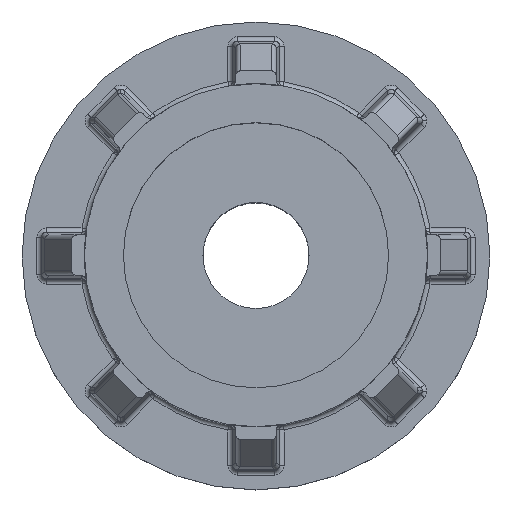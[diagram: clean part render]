
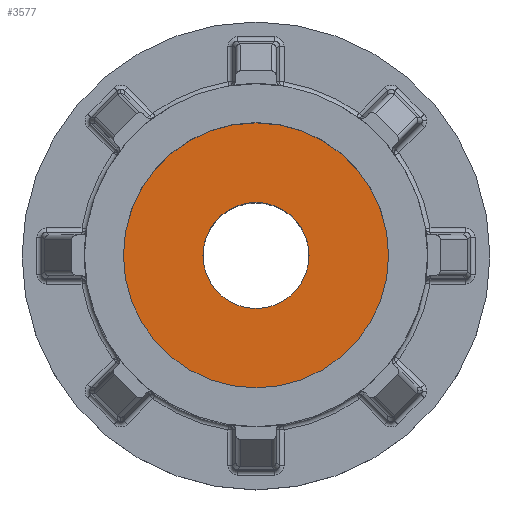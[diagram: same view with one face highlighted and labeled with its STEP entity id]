
A CAD part, top view. The second image highlights one B-rep face of the part: STEP entity #3577.
In plain terms, the highlighted planar face has unit normal (0, 0, 1).
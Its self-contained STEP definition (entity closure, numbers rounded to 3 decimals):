
#226 = DIRECTION ( 'NONE',  ( 0., 0., -1. ) ) ;
#656 = VERTEX_POINT ( 'NONE', #3871 ) ;
#667 = DIRECTION ( 'NONE',  ( 1., 0., 0. ) ) ;
#881 = EDGE_CURVE ( 'NONE', #656, #4594, #7767, .T. ) ;
#1499 = AXIS2_PLACEMENT_3D ( 'NONE', #7450, #3213, #8124 ) ;
#1695 = FACE_OUTER_BOUND ( 'NONE', #3844, .T. ) ;
#1715 = EDGE_CURVE ( 'NONE', #4594, #656, #7496, .T. ) ;
#1940 = EDGE_LOOP ( 'NONE', ( #5018, #5321 ) ) ;
#2082 = DIRECTION ( 'NONE',  ( 0., 0., -1. ) ) ;
#2800 = AXIS2_PLACEMENT_3D ( 'NONE', #4527, #5279, #667 ) ;
#3031 = EDGE_CURVE ( 'NONE', #7781, #6639, #6384, .T. ) ;
#3213 = DIRECTION ( 'NONE',  ( 0., 0., 1. ) ) ;
#3577 = ADVANCED_FACE ( 'NONE', ( #1695, #3942 ), #5246, .T. ) ;
#3614 = AXIS2_PLACEMENT_3D ( 'NONE', #4873, #226, #5616 ) ;
#3692 = CIRCLE ( 'NONE', #3949, 3.4 ) ;
#3844 = EDGE_LOOP ( 'NONE', ( #8732, #4293 ) ) ;
#3871 = CARTESIAN_POINT ( 'NONE',  ( 8.5, 0., 25. ) ) ;
#3942 = FACE_BOUND ( 'NONE', #1940, .T. ) ;
#3949 = AXIS2_PLACEMENT_3D ( 'NONE', #6494, #2082, #7135 ) ;
#4293 = ORIENTED_EDGE ( 'NONE', *, *, #1715, .T. ) ;
#4389 = DIRECTION ( 'NONE',  ( 0., 0., 1. ) ) ;
#4404 = CARTESIAN_POINT ( 'NONE',  ( 3.4, 0., 25. ) ) ;
#4527 = CARTESIAN_POINT ( 'NONE',  ( 0., 0., 25. ) ) ;
#4594 = VERTEX_POINT ( 'NONE', #6820 ) ;
#4873 = CARTESIAN_POINT ( 'NONE',  ( 0., 0., 25. ) ) ;
#5018 = ORIENTED_EDGE ( 'NONE', *, *, #3031, .T. ) ;
#5246 = PLANE ( 'NONE',  #2800 ) ;
#5279 = DIRECTION ( 'NONE',  ( 0., 0., 1. ) ) ;
#5321 = ORIENTED_EDGE ( 'NONE', *, *, #9239, .T. ) ;
#5406 = AXIS2_PLACEMENT_3D ( 'NONE', #8509, #4389, #9190 ) ;
#5616 = DIRECTION ( 'NONE',  ( 1., 0., 0. ) ) ;
#6384 = CIRCLE ( 'NONE', #3614, 3.4 ) ;
#6494 = CARTESIAN_POINT ( 'NONE',  ( 0., 0., 25. ) ) ;
#6639 = VERTEX_POINT ( 'NONE', #4404 ) ;
#6820 = CARTESIAN_POINT ( 'NONE',  ( -8.5, 0., 25. ) ) ;
#7135 = DIRECTION ( 'NONE',  ( 1., 0., 0. ) ) ;
#7450 = CARTESIAN_POINT ( 'NONE',  ( 0., 0., 25. ) ) ;
#7496 = CIRCLE ( 'NONE', #5406, 8.5 ) ;
#7697 = CARTESIAN_POINT ( 'NONE',  ( -3.4, 0., 25. ) ) ;
#7767 = CIRCLE ( 'NONE', #1499, 8.5 ) ;
#7781 = VERTEX_POINT ( 'NONE', #7697 ) ;
#8124 = DIRECTION ( 'NONE',  ( 1., 0., 0. ) ) ;
#8509 = CARTESIAN_POINT ( 'NONE',  ( 0., 0., 25. ) ) ;
#8732 = ORIENTED_EDGE ( 'NONE', *, *, #881, .T. ) ;
#9190 = DIRECTION ( 'NONE',  ( 1., 0., 0. ) ) ;
#9239 = EDGE_CURVE ( 'NONE', #6639, #7781, #3692, .T. ) ;
